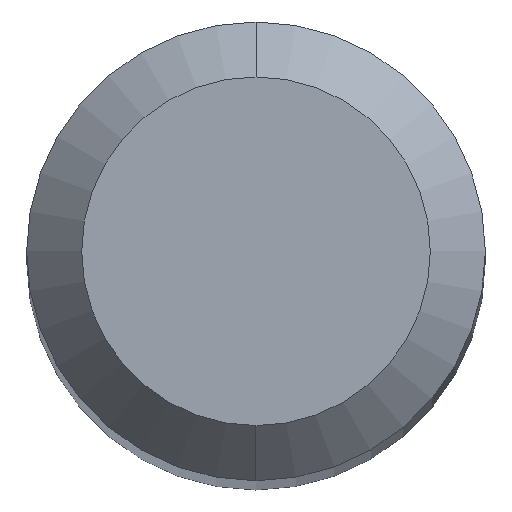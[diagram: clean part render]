
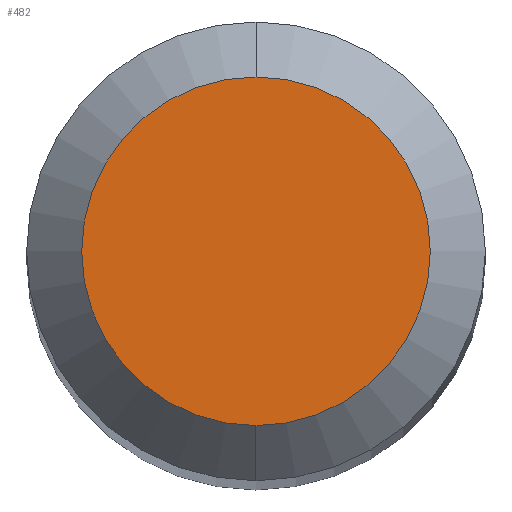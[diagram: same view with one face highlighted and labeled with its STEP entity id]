
A CAD part, top view. The second image highlights one B-rep face of the part: STEP entity #482.
In plain terms, the highlighted planar face has unit normal (0, 0, 1).
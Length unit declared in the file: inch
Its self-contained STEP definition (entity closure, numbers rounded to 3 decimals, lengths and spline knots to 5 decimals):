
#44 = DIRECTION ( 'NONE',  ( 0., 0., 1. ) ) ;
#48 = CARTESIAN_POINT ( 'NONE',  ( 0., -0.0475, 0. ) ) ;
#93 = CARTESIAN_POINT ( 'NONE',  ( 0., 0.0475, 0. ) ) ;
#121 = CARTESIAN_POINT ( 'NONE',  ( 0., 0.0475, 0. ) ) ;
#124 = AXIS2_PLACEMENT_3D ( 'NONE', #406, #44, #487 ) ;
#159 = DIRECTION ( 'NONE',  ( 0., 0., 1. ) ) ;
#168 = PLANE ( 'NONE',  #347 ) ;
#202 = CARTESIAN_POINT ( 'NONE',  ( 0., 0., 0. ) ) ;
#220 = CIRCLE ( 'NONE', #124, 0.0475 ) ;
#264 = EDGE_CURVE ( 'NONE', #425, #271, #220, .T. ) ;
#271 = VERTEX_POINT ( 'NONE', #48 ) ;
#312 = ORIENTED_EDGE ( 'NONE', *, *, #350, .T. ) ;
#313 = EDGE_LOOP ( 'NONE', ( #367, #312 ) ) ;
#333 = FACE_OUTER_BOUND ( 'NONE', #313, .T. ) ;
#347 = AXIS2_PLACEMENT_3D ( 'NONE', #93, #413, #407 ) ;
#350 = EDGE_CURVE ( 'NONE', #271, #425, #428, .T. ) ;
#367 = ORIENTED_EDGE ( 'NONE', *, *, #264, .T. ) ;
#398 = DIRECTION ( 'NONE',  ( 0., -1., 0. ) ) ;
#406 = CARTESIAN_POINT ( 'NONE',  ( 0., 0., 0. ) ) ;
#407 = DIRECTION ( 'NONE',  ( 0., 1., 0. ) ) ;
#413 = DIRECTION ( 'NONE',  ( 0., 0., -1. ) ) ;
#425 = VERTEX_POINT ( 'NONE', #121 ) ;
#428 = CIRCLE ( 'NONE', #489, 0.0475 ) ;
#482 = ADVANCED_FACE ( 'NONE', ( #333 ), #168, .F. ) ;
#487 = DIRECTION ( 'NONE',  ( 0., -1., 0. ) ) ;
#489 = AXIS2_PLACEMENT_3D ( 'NONE', #202, #159, #398 ) ;
